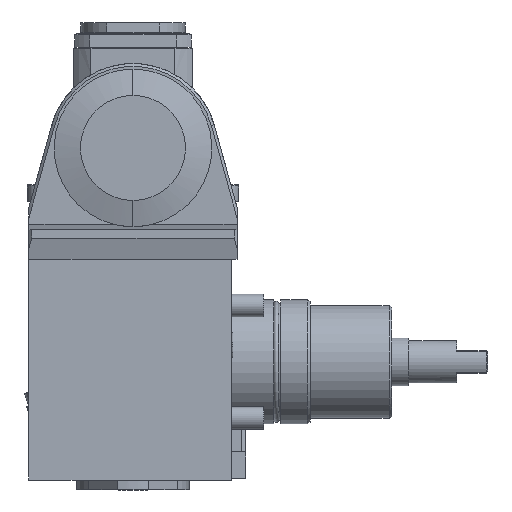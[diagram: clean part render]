
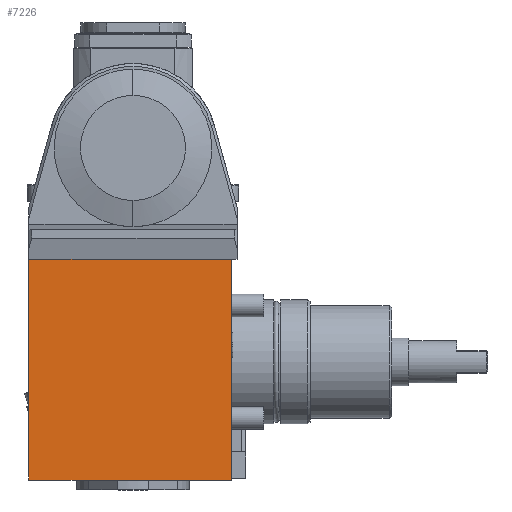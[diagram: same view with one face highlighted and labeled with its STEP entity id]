
A CAD part, front view. The second image highlights one B-rep face of the part: STEP entity #7226.
In plain terms, the highlighted planar face has unit normal (0, -1, 0).
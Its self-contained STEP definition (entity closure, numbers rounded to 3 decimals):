
#37=DIRECTION('',(0.,0.,-1.));
#38=VECTOR('',#37,78.5);
#39=CARTESIAN_POINT('',(-72.,-37.5,36.5));
#40=LINE('',#39,#38);
#209=DIRECTION('',(0.,0.,-1.));
#210=VECTOR('',#209,78.5);
#211=CARTESIAN_POINT('',(0.,-37.5,36.5));
#212=LINE('',#211,#210);
#319=DIRECTION('',(1.,0.,0.));
#320=VECTOR('',#319,72.);
#321=CARTESIAN_POINT('',(-72.,-37.5,-42.));
#322=LINE('',#321,#320);
#359=DIRECTION('',(1.,0.,0.));
#360=VECTOR('',#359,72.);
#361=CARTESIAN_POINT('',(-72.,-37.5,36.5));
#362=LINE('',#361,#360);
#5722=CARTESIAN_POINT('',(-72.,-37.5,-42.));
#5724=VERTEX_POINT('',#5722);
#5726=CARTESIAN_POINT('',(0.,-37.5,-42.));
#5728=VERTEX_POINT('',#5726);
#5941=CARTESIAN_POINT('',(-72.,-37.5,36.5));
#5942=CARTESIAN_POINT('',(0.,-37.5,36.5));
#5943=VERTEX_POINT('',#5941);
#5944=VERTEX_POINT('',#5942);
#7214=CARTESIAN_POINT('',(-72.,-37.5,42.));
#7215=DIRECTION('',(0.,-1.,0.));
#7216=DIRECTION('',(0.,0.,-1.));
#7217=AXIS2_PLACEMENT_3D('',#7214,#7215,#7216);
#7218=PLANE('',#7217);
#7220=ORIENTED_EDGE('',*,*,#7219,.T.);
#7221=ORIENTED_EDGE('',*,*,#7116,.T.);
#7222=ORIENTED_EDGE('',*,*,#7189,.F.);
#7223=ORIENTED_EDGE('',*,*,#6955,.F.);
#7224=EDGE_LOOP('',(#7220,#7221,#7222,#7223));
#7225=FACE_OUTER_BOUND('',#7224,.F.);
#7226=ADVANCED_FACE('',(#7225),#7218,.T.);
#6955=EDGE_CURVE('',#5943,#5724,#40,.T.);
#7116=EDGE_CURVE('',#5944,#5728,#212,.T.);
#7189=EDGE_CURVE('',#5724,#5728,#322,.T.);
#7219=EDGE_CURVE('',#5943,#5944,#362,.T.);
